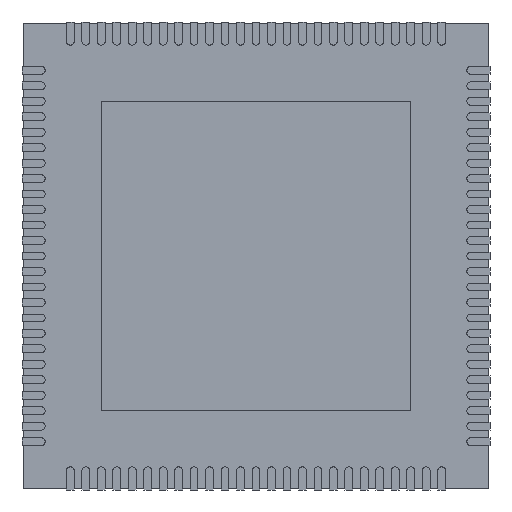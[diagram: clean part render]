
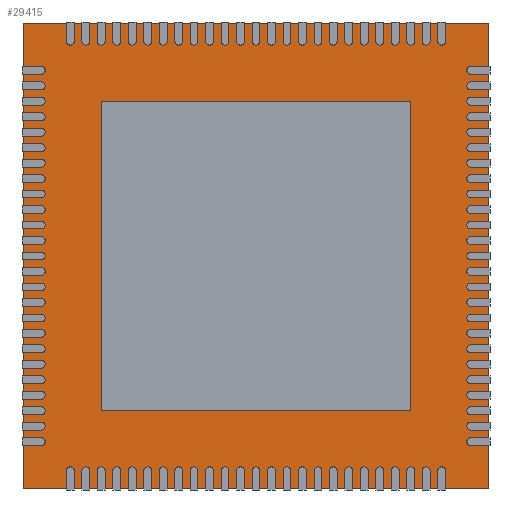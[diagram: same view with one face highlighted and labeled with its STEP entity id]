
A CAD part, front view. The second image highlights one B-rep face of the part: STEP entity #29415.
In plain terms, the highlighted planar face has unit normal (0, -1, 0).
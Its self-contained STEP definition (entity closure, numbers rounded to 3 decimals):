
#29258 = CARTESIAN_POINT ( 'NONE',  ( -6., 0.05, -6. ) ) ;
#29259 = VERTEX_POINT ( 'NONE', #29258 ) ;
#29260 = CARTESIAN_POINT ( 'NONE',  ( -6., 0.05, 6. ) ) ;
#29261 = VERTEX_POINT ( 'NONE', #29260 ) ;
#29262 = CARTESIAN_POINT ( 'NONE',  ( -6., 0.05, 6. ) ) ;
#29263 = DIRECTION ( 'NONE',  ( 0., 0., 1. ) ) ;
#29264 = VECTOR ( 'NONE', #29263, 1000. ) ;
#29265 = LINE ( 'NONE', #29262, #29264 ) ;
#29266 = EDGE_CURVE ( 'NONE', #29259, #29261, #29265, .T. ) ;
#29298 = CARTESIAN_POINT ( 'NONE',  ( 6., 0.05, 6. ) ) ;
#29299 = VERTEX_POINT ( 'NONE', #29298 ) ;
#29300 = CARTESIAN_POINT ( 'NONE',  ( 6., 0.05, 6. ) ) ;
#29301 = DIRECTION ( 'NONE',  ( 1., 0., 0. ) ) ;
#29302 = VECTOR ( 'NONE', #29301, 1000. ) ;
#29303 = LINE ( 'NONE', #29300, #29302 ) ;
#29304 = EDGE_CURVE ( 'NONE', #29261, #29299, #29303, .T. ) ;
#29329 = CARTESIAN_POINT ( 'NONE',  ( 6., 0.05, -6. ) ) ;
#29330 = VERTEX_POINT ( 'NONE', #29329 ) ;
#29331 = CARTESIAN_POINT ( 'NONE',  ( 6., 0.05, 6. ) ) ;
#29332 = DIRECTION ( 'NONE',  ( 0., 0., -1. ) ) ;
#29333 = VECTOR ( 'NONE', #29332, 1000. ) ;
#29334 = LINE ( 'NONE', #29331, #29333 ) ;
#29335 = EDGE_CURVE ( 'NONE', #29299, #29330, #29334, .T. ) ;
#29360 = CARTESIAN_POINT ( 'NONE',  ( 6., 0.05, -6. ) ) ;
#29361 = DIRECTION ( 'NONE',  ( -1., 0., 0. ) ) ;
#29362 = VECTOR ( 'NONE', #29361, 1000. ) ;
#29363 = LINE ( 'NONE', #29360, #29362 ) ;
#29364 = EDGE_CURVE ( 'NONE', #29330, #29259, #29363, .T. ) ;
#29404 = ORIENTED_EDGE ( 'NONE', *, *, #29266, .F. ) ;
#29405 = ORIENTED_EDGE ( 'NONE', *, *, #29364, .F. ) ;
#29406 = ORIENTED_EDGE ( 'NONE', *, *, #29335, .F. ) ;
#29407 = ORIENTED_EDGE ( 'NONE', *, *, #29304, .F. ) ;
#29408 = EDGE_LOOP ( 'NONE', ( #29404, #29405, #29406, #29407 ) ) ;
#29409 = FACE_OUTER_BOUND ( 'NONE', #29408, .T. ) ;
#29410 = CARTESIAN_POINT ( 'NONE',  ( 0., 0.05, 0. ) ) ;
#29411 = DIRECTION ( 'NONE',  ( 0., 1., 0. ) ) ;
#29412 = DIRECTION ( 'NONE',  ( 0., 0., 1. ) ) ;
#29413 = AXIS2_PLACEMENT_3D ( 'NONE', #29410, #29411, #29412 ) ;
#29414 = PLANE ( 'NONE', #29413 ) ;
#29415 = ADVANCED_FACE ( 'NONE', ( #29409 ), #29414, .F. ) ;
